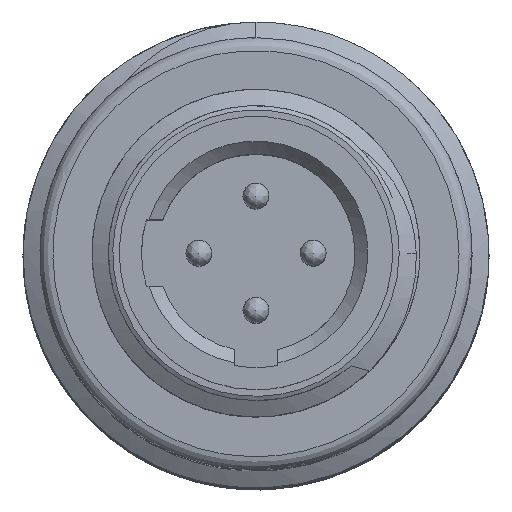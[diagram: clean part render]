
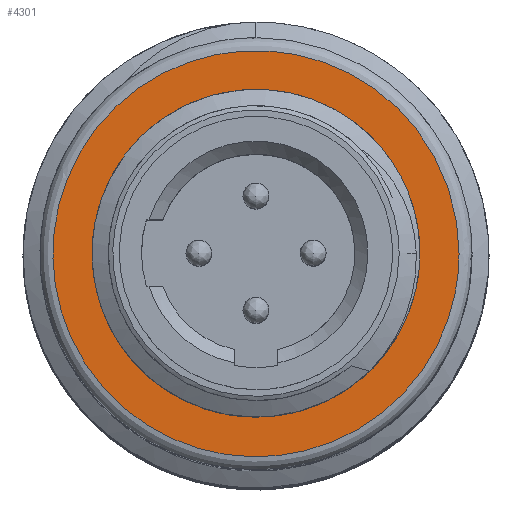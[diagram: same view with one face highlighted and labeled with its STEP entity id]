
A CAD part, top view. The second image highlights one B-rep face of the part: STEP entity #4301.
In plain terms, the highlighted free-form (B-spline) face has degree [1, 1] with [2, 2] control points.
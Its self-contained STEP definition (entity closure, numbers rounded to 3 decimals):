
#4254=CARTESIAN_POINT('',(28.779,-28.779,76.));
#4255=CARTESIAN_POINT('',(-23.232,-28.779,76.));
#4256=CARTESIAN_POINT('',(28.779,28.779,76.));
#4257=CARTESIAN_POINT('',(-23.232,28.779,76.));
#4258=B_SPLINE_SURFACE_WITH_KNOTS('',1,1,((#4254,#4255),(#4256,#4257)),.PLANE_SURF.,.F.,.F.,.U.,(2,2),(2,2),(-0.187,1.187),(-0.187,1.055),.UNSPECIFIED.);
#4259=CARTESIAN_POINT('',(7.8,0.,76.));
#4260=VERTEX_POINT('',#4259);
#4261=CARTESIAN_POINT('',(7.8,0.,76.));
#4262=CARTESIAN_POINT('',(7.8,7.8,76.));
#4263=CARTESIAN_POINT('',(0.,7.8,76.));
#4264=CARTESIAN_POINT('',(-7.8,7.8,76.));
#4265=CARTESIAN_POINT('',(-7.8,0.,76.));
#4266=CARTESIAN_POINT('',(-7.8,-7.8,76.));
#4267=CARTESIAN_POINT('',(0.,-7.8,76.));
#4268=CARTESIAN_POINT('',(7.8,-7.8,76.));
#4269=CARTESIAN_POINT('',(7.8,0.,76.));
#4270=(BOUNDED_CURVE()B_SPLINE_CURVE(2,(#4261,#4262,#4263,#4264,#4265,#4266,#4267,#4268,#4269),.CIRCULAR_ARC.,.T.,.U.)B_SPLINE_CURVE_WITH_KNOTS((3,2,2,2,3),(0.,0.25,0.5,0.75,1.),.UNSPECIFIED.)CURVE()GEOMETRIC_REPRESENTATION_ITEM()RATIONAL_B_SPLINE_CURVE((1.,0.707,1.,0.707,1.,0.707,1.,0.707,1.))REPRESENTATION_ITEM(''));
#4271=EDGE_CURVE('',#4260,#4260,#4270,.T.);
#4272=ORIENTED_EDGE('',*,*,#4271,.T.);
#4273=EDGE_LOOP('',(#4272));
#4274=FACE_OUTER_BOUND('',#4273,.T.);
#4275=CARTESIAN_POINT('',(0.,5.45,76.));
#4276=VERTEX_POINT('',#4275);
#4277=CARTESIAN_POINT('',(0.,-5.45,76.));
#4278=VERTEX_POINT('',#4277);
#4279=CARTESIAN_POINT('',(0.,5.45,76.));
#4280=CARTESIAN_POINT('',(5.45,5.45,76.));
#4281=CARTESIAN_POINT('',(5.45,0.,76.));
#4282=CARTESIAN_POINT('',(5.45,-5.45,76.));
#4283=CARTESIAN_POINT('',(0.,-5.45,76.));
#4284=CARTESIAN_POINT('',(0.,-5.45,76.));
#4285=CARTESIAN_POINT('',(0.,-5.45,76.));
#4286=(BOUNDED_CURVE()B_SPLINE_CURVE(2,(#4279,#4280,#4281,#4282,#4283,#4284,#4285),.UNSPECIFIED.,.F.,.U.)B_SPLINE_CURVE_WITH_KNOTS((3,2,2,3),(0.,0.5,1.,1.),.UNSPECIFIED.)CURVE()GEOMETRIC_REPRESENTATION_ITEM()RATIONAL_B_SPLINE_CURVE((1.,0.707,1.,0.707,1.,1.,1.))REPRESENTATION_ITEM(''));
#4287=EDGE_CURVE('',#4276,#4278,#4286,.T.);
#4288=ORIENTED_EDGE('',*,*,#4287,.T.);
#4289=CARTESIAN_POINT('',(0.,-5.45,76.));
#4290=CARTESIAN_POINT('',(-1.073,-5.45,76.));
#4291=CARTESIAN_POINT('',(-2.067,-5.043,76.));
#4292=CARTESIAN_POINT('',(-7.11,-2.976,76.));
#4293=CARTESIAN_POINT('',(-5.043,2.067,76.));
#4294=CARTESIAN_POINT('',(-3.656,5.45,76.));
#4295=CARTESIAN_POINT('',(0.,5.45,76.));
#4296=(BOUNDED_CURVE()B_SPLINE_CURVE(2,(#4289,#4290,#4291,#4292,#4293,#4294,#4295),.CIRCULAR_ARC.,.F.,.U.)B_SPLINE_CURVE_WITH_KNOTS((3,2,2,3),(0.,0.113,0.554,0.881),.UNSPECIFIED.)CURVE()GEOMETRIC_REPRESENTATION_ITEM()RATIONAL_B_SPLINE_CURVE((0.888,0.925,1.,0.707,1.,0.783,0.888))REPRESENTATION_ITEM(''));
#4297=EDGE_CURVE('',#4278,#4276,#4296,.T.);
#4298=ORIENTED_EDGE('',*,*,#4297,.T.);
#4299=EDGE_LOOP('',(#4288,#4298));
#4300=FACE_BOUND('',#4299,.T.);
#4301=ADVANCED_FACE('',(#4274,#4300),#4258,.T.);
